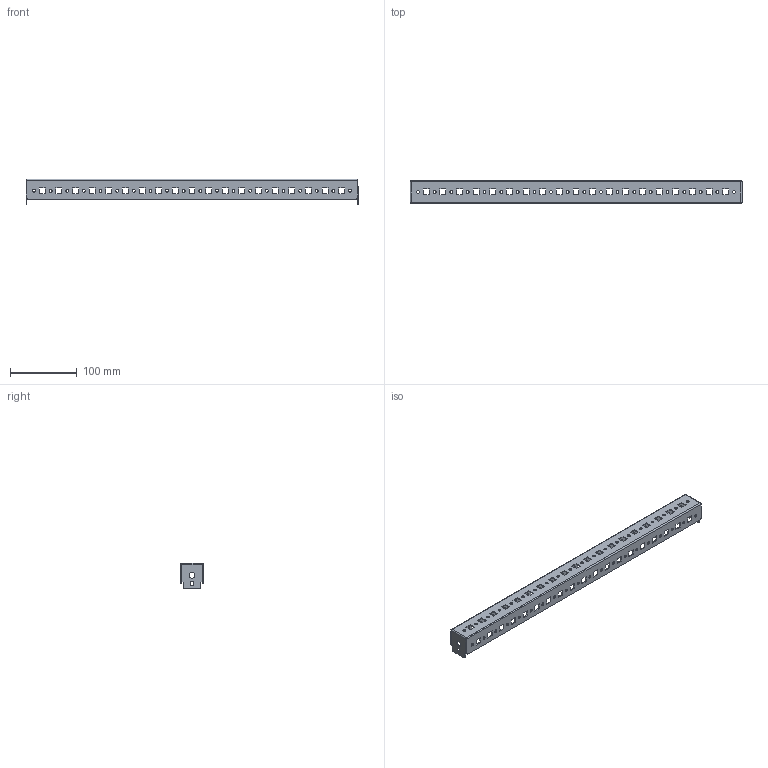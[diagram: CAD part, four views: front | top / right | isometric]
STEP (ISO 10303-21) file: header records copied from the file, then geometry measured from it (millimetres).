
FILE_DESCRIPTION (( 'STEP AP203' ), '1' );
FILE_NAME ('AC00C261.step', '2011-01-20T13:13:22', ( 'User' ), ( 'DKC' ), 'SwSTEP 2.0', 'SolidWorks 2010', '' );
FILE_SCHEMA (( 'CONFIG_CONTROL_DESIGN' ));
Length unit declared in the file: millimetre
Products named in the file (1): AC00C261
Bounding box: 499 x 34 x 38.5 mm (x, y, z)
Volume: 62323.5 mm3; surface area: 89492.6 mm2
Topology: 1 solids, 1 shells, 414 faces, 1208 edges, 796 vertices
Faces by surface type: plane 270, cylinder 144
Entity records: 14221 total; most frequent: CARTESIAN_POINT 2419, ORIENTED_EDGE 2416, DIRECTION 2330, EDGE_CURVE 1208, VECTOR 916, LINE 916, VERTEX_POINT 796, AXIS2_PLACEMENT_3D 707
